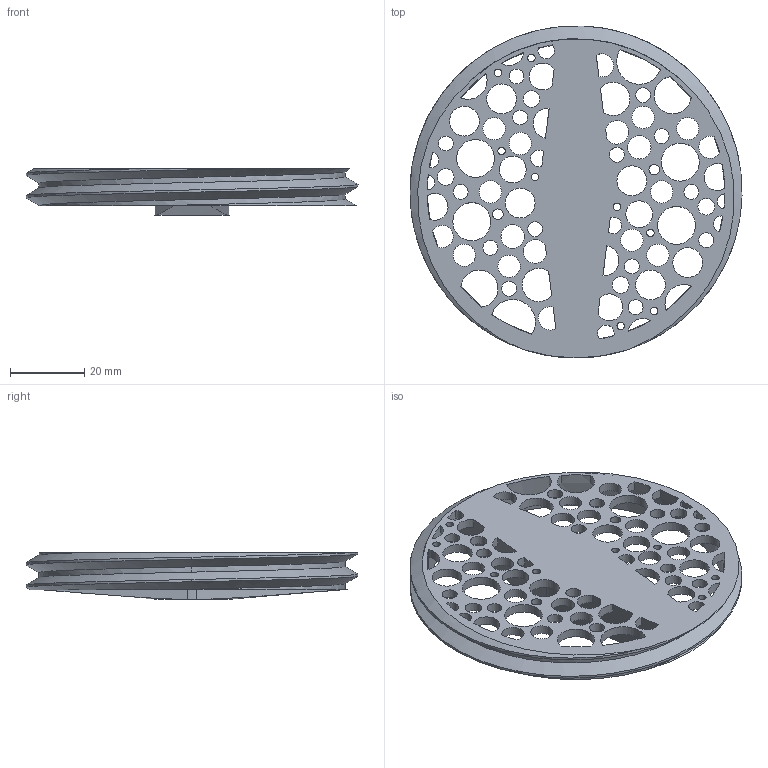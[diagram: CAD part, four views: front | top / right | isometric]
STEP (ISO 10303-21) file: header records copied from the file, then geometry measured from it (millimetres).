
FILE_DESCRIPTION(/* description */ (''),/* implementation_level */ '2;1');
FILE_NAME(/* name */ 'Trypophopic9000.step',/* time_stamp */ '2020-06-20T21:24:56+02:00',/* author */ (''),/* organization */ (''),/* preprocessor_version */ 'ST-DEVELOPER v18.1',/* originating_system */ 'Autodesk Translation Framework v9.3.0.1241',/* authorisation */ '');
FILE_SCHEMA (('AUTOMOTIVE_DESIGN { 1 0 10303 214 3 1 1 }'));
Length unit declared in the file: millimetre
Products named in the file (1): Trypophopic9000
Bounding box: 89.21 x 89.19 x 12.5 mm (x, y, z)
Volume: 24562.4 mm3; surface area: 18387.1 mm2
Topology: 1 solids, 1 shells, 107 faces, 391 edges, 258 vertices
Faces by surface type: cylinder 93, plane 10, bspline 2, cone 2
Full cylindrical faces by diameter (mm): 2 x8, 2.828 x2, 4 x14, 4.472 x4, 6 x10, 6.325 x2, 7.211 x2, 8 x6, 10.198 x4, 16 x1, 82.336 x1, 89.22 x1
Entity records: 5927 total; most frequent: CARTESIAN_POINT 2084, DIRECTION 803, ORIENTED_EDGE 782, EDGE_CURVE 391, AXIS2_PLACEMENT_3D 325, VERTEX_POINT 258, EDGE_LOOP 243, CIRCLE 219
